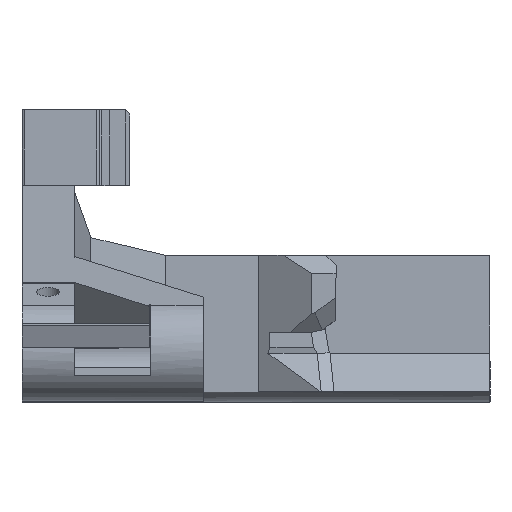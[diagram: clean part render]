
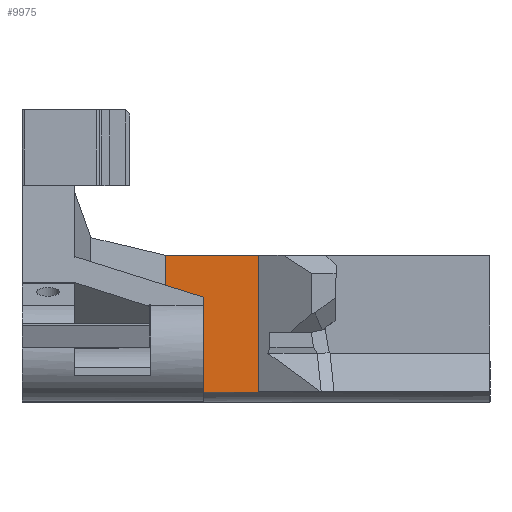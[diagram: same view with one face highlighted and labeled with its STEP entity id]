
A CAD part, top view. The second image highlights one B-rep face of the part: STEP entity #9975.
In plain terms, the highlighted planar face has unit normal (0, 0, 1).
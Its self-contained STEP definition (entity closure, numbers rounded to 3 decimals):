
#4073 = PLANE('',#4074);
#4074 = AXIS2_PLACEMENT_3D('',#4075,#4076,#4077);
#4075 = CARTESIAN_POINT('',(-3.702,-15.583,
    -0.272));
#4076 = DIRECTION('',(0.,0.722,-0.692));
#4077 = DIRECTION('',(0.,0.692,0.722)
  );
#4102 = CYLINDRICAL_SURFACE('',#4103,9.5);
#4103 = AXIS2_PLACEMENT_3D('',#4104,#4105,#4106);
#4104 = CARTESIAN_POINT('',(-45.542,-32.1,
    -3.784));
#4105 = DIRECTION('',(-1.,0.,0.));
#4106 = DIRECTION('',(0.,-1.,0.));
#8149 = VERTEX_POINT('',#8150);
#8150 = CARTESIAN_POINT('',(-17.997,-13.315,
    2.096));
#8164 = PLANE('',#8165);
#8165 = AXIS2_PLACEMENT_3D('',#8166,#8167,#8168);
#8166 = CARTESIAN_POINT('',(-32.283,0.,5.653));
#8167 = DIRECTION('',(0.242,0.,0.97));
#8168 = DIRECTION('',(0.97,0.,-0.242));
#8176 = EDGE_CURVE('',#8177,#8149,#8179,.T.);
#8177 = VERTEX_POINT('',#8178);
#8178 = CARTESIAN_POINT('',(0.,-13.315,2.096));
#8179 = SURFACE_CURVE('',#8180,(#8184,#8191),.PCURVE_S1.);
#8180 = LINE('',#8181,#8182);
#8181 = CARTESIAN_POINT('',(-26.769,-13.315,
    2.096));
#8182 = VECTOR('',#8183,1.);
#8183 = DIRECTION('',(-1.,0.,0.));
#8184 = PCURVE('',#4073,#8185);
#8185 = DEFINITIONAL_REPRESENTATION('',(#8186),#8190);
#8186 = LINE('',#8187,#8188);
#8187 = CARTESIAN_POINT('',(3.278,-23.068));
#8188 = VECTOR('',#8189,1.);
#8189 = DIRECTION('',(0.,-1.));
#8190 = ( GEOMETRIC_REPRESENTATION_CONTEXT(2) 
PARAMETRIC_REPRESENTATION_CONTEXT() REPRESENTATION_CONTEXT('2D SPACE',''
  ) );
#8191 = PCURVE('',#8192,#8197);
#8192 = PLANE('',#8193);
#8193 = AXIS2_PLACEMENT_3D('',#8194,#8195,#8196);
#8194 = CARTESIAN_POINT('',(-17.997,0.,2.096));
#8195 = DIRECTION('',(0.,0.,1.));
#8196 = DIRECTION('',(1.,0.,0.));
#8197 = DEFINITIONAL_REPRESENTATION('',(#8198),#8202);
#8198 = LINE('',#8199,#8200);
#8199 = CARTESIAN_POINT('',(-8.773,-13.315));
#8200 = VECTOR('',#8201,1.);
#8201 = DIRECTION('',(-1.,0.));
#8202 = ( GEOMETRIC_REPRESENTATION_CONTEXT(2) 
PARAMETRIC_REPRESENTATION_CONTEXT() REPRESENTATION_CONTEXT('2D SPACE',''
  ) );
#8220 = PLANE('',#8221);
#8221 = AXIS2_PLACEMENT_3D('',#8222,#8223,#8224);
#8222 = CARTESIAN_POINT('',(0.,0.,10.096));
#8223 = DIRECTION('',(1.,0.,0.));
#8224 = DIRECTION('',(0.,0.,-1.));
#8476 = VERTEX_POINT('',#8477);
#8477 = CARTESIAN_POINT('',(0.,-39.561,2.096));
#8503 = EDGE_CURVE('',#8476,#8504,#8506,.T.);
#8504 = VERTEX_POINT('',#8505);
#8505 = CARTESIAN_POINT('',(-17.997,-39.561,
    2.096));
#8506 = SURFACE_CURVE('',#8507,(#8511,#8518),.PCURVE_S1.);
#8507 = LINE('',#8508,#8509);
#8508 = CARTESIAN_POINT('',(-35.542,-39.561,
    2.096));
#8509 = VECTOR('',#8510,1.);
#8510 = DIRECTION('',(-1.,0.,0.));
#8511 = PCURVE('',#4102,#8512);
#8512 = DEFINITIONAL_REPRESENTATION('',(#8513),#8517);
#8513 = LINE('',#8514,#8515);
#8514 = CARTESIAN_POINT('',(6.951,-10.));
#8515 = VECTOR('',#8516,1.);
#8516 = DIRECTION('',(0.,1.));
#8517 = ( GEOMETRIC_REPRESENTATION_CONTEXT(2) 
PARAMETRIC_REPRESENTATION_CONTEXT() REPRESENTATION_CONTEXT('2D SPACE',''
  ) );
#8518 = PCURVE('',#8192,#8519);
#8519 = DEFINITIONAL_REPRESENTATION('',(#8520),#8524);
#8520 = LINE('',#8521,#8522);
#8521 = CARTESIAN_POINT('',(-17.545,-39.561));
#8522 = VECTOR('',#8523,1.);
#8523 = DIRECTION('',(-1.,0.));
#8524 = ( GEOMETRIC_REPRESENTATION_CONTEXT(2) 
PARAMETRIC_REPRESENTATION_CONTEXT() REPRESENTATION_CONTEXT('2D SPACE',''
  ) );
#9955 = EDGE_CURVE('',#8149,#8504,#9956,.T.);
#9956 = SURFACE_CURVE('',#9957,(#9961,#9968),.PCURVE_S1.);
#9957 = LINE('',#9958,#9959);
#9958 = CARTESIAN_POINT('',(-17.997,0.,2.096));
#9959 = VECTOR('',#9960,1.);
#9960 = DIRECTION('',(0.,-1.,0.));
#9961 = PCURVE('',#8164,#9962);
#9962 = DEFINITIONAL_REPRESENTATION('',(#9963),#9967);
#9963 = LINE('',#9964,#9965);
#9964 = CARTESIAN_POINT('',(14.722,0.));
#9965 = VECTOR('',#9966,1.);
#9966 = DIRECTION('',(0.,-1.));
#9967 = ( GEOMETRIC_REPRESENTATION_CONTEXT(2) 
PARAMETRIC_REPRESENTATION_CONTEXT() REPRESENTATION_CONTEXT('2D SPACE',''
  ) );
#9968 = PCURVE('',#8192,#9969);
#9969 = DEFINITIONAL_REPRESENTATION('',(#9970),#9974);
#9970 = LINE('',#9971,#9972);
#9971 = CARTESIAN_POINT('',(0.,0.));
#9972 = VECTOR('',#9973,1.);
#9973 = DIRECTION('',(0.,-1.));
#9974 = ( GEOMETRIC_REPRESENTATION_CONTEXT(2) 
PARAMETRIC_REPRESENTATION_CONTEXT() REPRESENTATION_CONTEXT('2D SPACE',''
  ) );
#9975 = ADVANCED_FACE('',(#9976),#8192,.T.);
#9976 = FACE_BOUND('',#9977,.T.);
#9977 = EDGE_LOOP('',(#9978,#9979,#9980,#9981));
#9978 = ORIENTED_EDGE('',*,*,#8176,.T.);
#9979 = ORIENTED_EDGE('',*,*,#9955,.T.);
#9980 = ORIENTED_EDGE('',*,*,#8503,.F.);
#9981 = ORIENTED_EDGE('',*,*,#9982,.F.);
#9982 = EDGE_CURVE('',#8177,#8476,#9983,.T.);
#9983 = SURFACE_CURVE('',#9984,(#9988,#9995),.PCURVE_S1.);
#9984 = LINE('',#9985,#9986);
#9985 = CARTESIAN_POINT('',(0.,0.,2.096));
#9986 = VECTOR('',#9987,1.);
#9987 = DIRECTION('',(0.,-1.,0.));
#9988 = PCURVE('',#8192,#9989);
#9989 = DEFINITIONAL_REPRESENTATION('',(#9990),#9994);
#9990 = LINE('',#9991,#9992);
#9991 = CARTESIAN_POINT('',(17.997,0.));
#9992 = VECTOR('',#9993,1.);
#9993 = DIRECTION('',(0.,-1.));
#9994 = ( GEOMETRIC_REPRESENTATION_CONTEXT(2) 
PARAMETRIC_REPRESENTATION_CONTEXT() REPRESENTATION_CONTEXT('2D SPACE',''
  ) );
#9995 = PCURVE('',#8220,#9996);
#9996 = DEFINITIONAL_REPRESENTATION('',(#9997),#10001);
#9997 = LINE('',#9998,#9999);
#9998 = CARTESIAN_POINT('',(8.,0.));
#9999 = VECTOR('',#10000,1.);
#10000 = DIRECTION('',(0.,-1.));
#10001 = ( GEOMETRIC_REPRESENTATION_CONTEXT(2) 
PARAMETRIC_REPRESENTATION_CONTEXT() REPRESENTATION_CONTEXT('2D SPACE',''
  ) );
